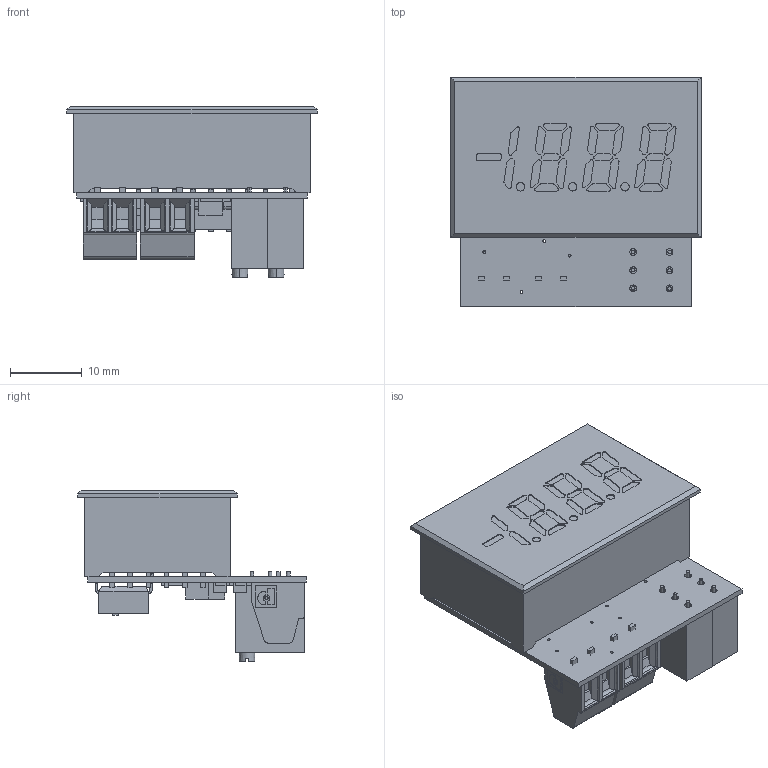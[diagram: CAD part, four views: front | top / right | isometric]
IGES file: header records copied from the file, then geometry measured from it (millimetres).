
Start section: SolidWorks IGES file using analytic representation for surfaces
Global section: file name: Alan'mps_dpm_dms_20pc_0_5.igs; native system: SolidWorks 2011; preprocessor: SolidWorks 2011; author: ALau; date: 120724.100045; units: inch
Bounding box: 35.05 x 32 x 23.96 mm (x, y, z)
Surface area: 10361.5 mm2 (no closed solid volume)
Topology: 0 solids, 0 shells, 1438 faces, 11831 edges, 11831 vertices
Faces by surface type: bspline 1046, revolution 392
